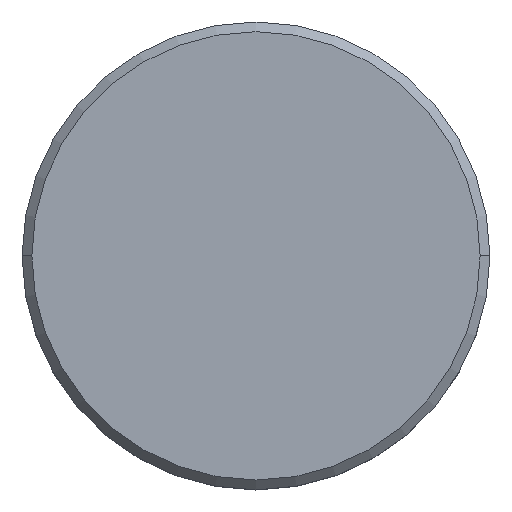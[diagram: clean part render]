
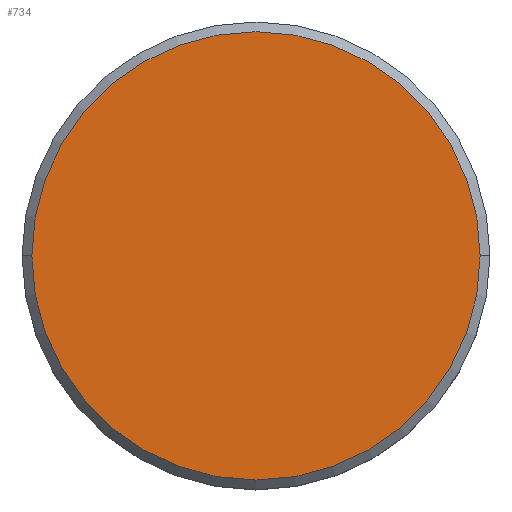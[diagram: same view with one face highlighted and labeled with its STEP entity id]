
A CAD part, top view. The second image highlights one B-rep face of the part: STEP entity #734.
In plain terms, the highlighted planar face has unit normal (0, 0, 1).
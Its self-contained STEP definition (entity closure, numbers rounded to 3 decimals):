
#16 = AXIS2_PLACEMENT_3D ( 'NONE', #907, #992, #732 ) ;
#101 = CARTESIAN_POINT ( 'NONE',  ( -11.5, 0., 0. ) ) ;
#104 = DIRECTION ( 'NONE',  ( 1., 0., 0. ) ) ;
#107 = EDGE_LOOP ( 'NONE', ( #593, #592 ) ) ;
#180 = CARTESIAN_POINT ( 'NONE',  ( 0., 0., 0. ) ) ;
#293 = DIRECTION ( 'NONE',  ( 1., 0., 0. ) ) ;
#384 = VERTEX_POINT ( 'NONE', #746 ) ;
#395 = FACE_OUTER_BOUND ( 'NONE', #107, .T. ) ;
#404 = VERTEX_POINT ( 'NONE', #101 ) ;
#466 = EDGE_CURVE ( 'NONE', #384, #404, #568, .T. ) ;
#486 = DIRECTION ( 'NONE',  ( 0., 0., 1. ) ) ;
#510 = DIRECTION ( 'NONE',  ( 0., 0., 1. ) ) ;
#568 = CIRCLE ( 'NONE', #704, 11.5 ) ;
#590 = CIRCLE ( 'NONE', #16, 11.5 ) ;
#592 = ORIENTED_EDGE ( 'NONE', *, *, #466, .T. ) ;
#593 = ORIENTED_EDGE ( 'NONE', *, *, #905, .T. ) ;
#604 = AXIS2_PLACEMENT_3D ( 'NONE', #860, #486, #293 ) ;
#704 = AXIS2_PLACEMENT_3D ( 'NONE', #180, #510, #104 ) ;
#724 = PLANE ( 'NONE',  #604 ) ;
#732 = DIRECTION ( 'NONE',  ( 1., 0., 0. ) ) ;
#734 = ADVANCED_FACE ( 'NONE', ( #395 ), #724, .T. ) ;
#746 = CARTESIAN_POINT ( 'NONE',  ( 11.5, 0., 0. ) ) ;
#860 = CARTESIAN_POINT ( 'NONE',  ( 0., 0., 0. ) ) ;
#905 = EDGE_CURVE ( 'NONE', #404, #384, #590, .T. ) ;
#907 = CARTESIAN_POINT ( 'NONE',  ( 0., 0., 0. ) ) ;
#992 = DIRECTION ( 'NONE',  ( 0., 0., 1. ) ) ;
